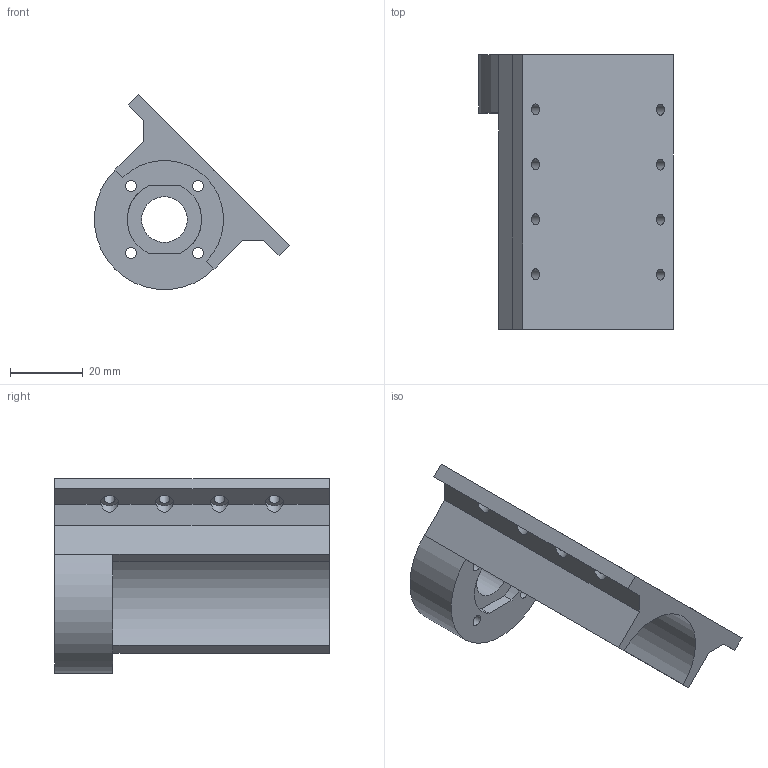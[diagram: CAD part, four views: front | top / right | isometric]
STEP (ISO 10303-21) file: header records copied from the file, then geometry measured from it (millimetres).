
FILE_DESCRIPTION(/* description */ (''),/* implementation_level */ '2;1');
FILE_NAME(/* name */ 'Motor Mount v5.step',/* time_stamp */ '2019-01-08T22:18:31+00:00',/* author */ (''),/* organization */ (''),/* preprocessor_version */ 'ST-DEVELOPER v17.2',/* originating_system */ 'Autodesk Translation Framework v7.6.0.251',/* authorisation */ '');
FILE_SCHEMA (('AUTOMOTIVE_DESIGN { 1 0 10303 214 3 1 1 }'));
Length unit declared in the file: millimetre
Products named in the file (1): MotorMount
Bounding box: 53.35 x 75.3 x 53.35 mm (x, y, z)
Volume: 41605.5 mm3; surface area: 18323.9 mm2
Topology: 1 solids, 1 shells, 82 faces, 235 edges, 156 vertices
Faces by surface type: plane 50, cylinder 32
Full cylindrical faces by diameter (mm): 3 x12, 5 x8, 12.5 x1
Entity records: 2808 total; most frequent: DIRECTION 493, CARTESIAN_POINT 474, ORIENTED_EDGE 470, EDGE_CURVE 235, AXIS2_PLACEMENT_3D 175, VERTEX_POINT 156, LINE 143, VECTOR 143
